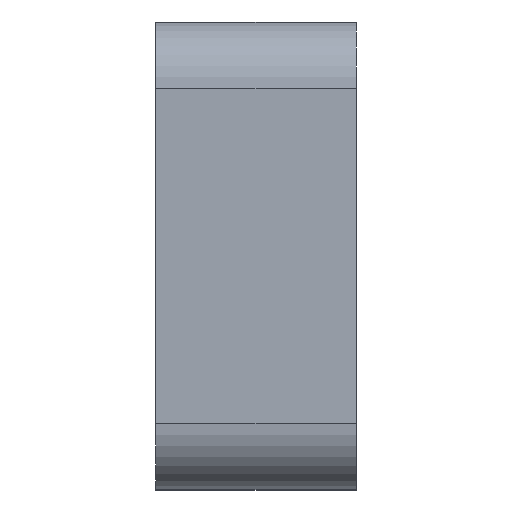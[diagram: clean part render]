
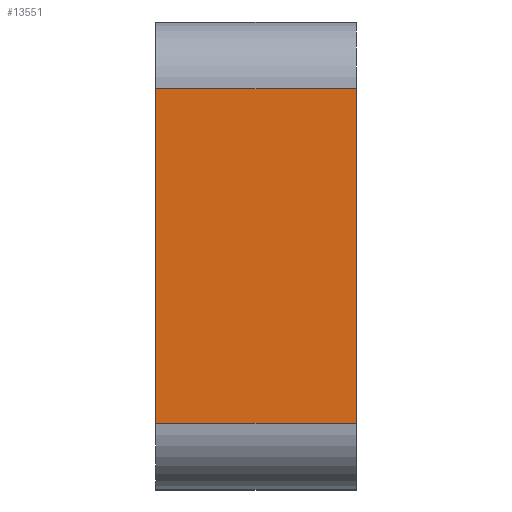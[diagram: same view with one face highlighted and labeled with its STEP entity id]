
A CAD part, left-side view. The second image highlights one B-rep face of the part: STEP entity #13551.
In plain terms, the highlighted planar face has unit normal (-1, 0, 0).
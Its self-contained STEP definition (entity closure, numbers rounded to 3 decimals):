
#231 = LINE ( 'NONE', #5296, #4067 ) ;
#965 = DIRECTION ( 'NONE',  ( 0., 0., 1. ) ) ;
#1352 = DIRECTION ( 'NONE',  ( 0., 1., 0. ) ) ;
#1781 = DIRECTION ( 'NONE',  ( 0., -1., 0. ) ) ;
#1926 = ORIENTED_EDGE ( 'NONE', *, *, #10830, .T. ) ;
#2100 = AXIS2_PLACEMENT_3D ( 'NONE', #10476, #11703, #3868 ) ;
#3262 = ORIENTED_EDGE ( 'NONE', *, *, #4108, .T. ) ;
#3664 = EDGE_CURVE ( 'NONE', #15027, #14635, #231, .T. ) ;
#3868 = DIRECTION ( 'NONE',  ( 0., 0., -1. ) ) ;
#4067 = VECTOR ( 'NONE', #1352, 1000. ) ;
#4108 = EDGE_CURVE ( 'NONE', #16313, #10005, #11733, .T. ) ;
#5200 = EDGE_LOOP ( 'NONE', ( #8924, #3262, #1926, #5484 ) ) ;
#5296 = CARTESIAN_POINT ( 'NONE',  ( -19.5, 3., 2.5 ) ) ;
#5484 = ORIENTED_EDGE ( 'NONE', *, *, #3664, .T. ) ;
#5593 = VECTOR ( 'NONE', #9420, 1000. ) ;
#6018 = VECTOR ( 'NONE', #965, 1000. ) ;
#7879 = PLANE ( 'NONE',  #2100 ) ;
#8924 = ORIENTED_EDGE ( 'NONE', *, *, #11058, .F. ) ;
#9420 = DIRECTION ( 'NONE',  ( 0., 0., 1. ) ) ;
#9445 = LINE ( 'NONE', #10230, #6018 ) ;
#9695 = CARTESIAN_POINT ( 'NONE',  ( -19.5, 3., -2.5 ) ) ;
#10005 = VERTEX_POINT ( 'NONE', #15653 ) ;
#10230 = CARTESIAN_POINT ( 'NONE',  ( -19.5, 0., -3.5 ) ) ;
#10476 = CARTESIAN_POINT ( 'NONE',  ( -19.5, 3., -3.5 ) ) ;
#10655 = CARTESIAN_POINT ( 'NONE',  ( -19.5, 3., -3.5 ) ) ;
#10830 = EDGE_CURVE ( 'NONE', #10005, #15027, #9445, .T. ) ;
#11058 = EDGE_CURVE ( 'NONE', #16313, #14635, #12879, .T. ) ;
#11382 = CARTESIAN_POINT ( 'NONE',  ( -19.5, 3., -2.5 ) ) ;
#11703 = DIRECTION ( 'NONE',  ( 1., 0., 0. ) ) ;
#11733 = LINE ( 'NONE', #9695, #14769 ) ;
#12649 = FACE_OUTER_BOUND ( 'NONE', #5200, .T. ) ;
#12879 = LINE ( 'NONE', #10655, #5593 ) ;
#13313 = CARTESIAN_POINT ( 'NONE',  ( -19.5, 0., 2.5 ) ) ;
#13551 = ADVANCED_FACE ( 'NONE', ( #12649 ), #7879, .F. ) ;
#13625 = CARTESIAN_POINT ( 'NONE',  ( -19.5, 3., 2.5 ) ) ;
#14635 = VERTEX_POINT ( 'NONE', #13625 ) ;
#14769 = VECTOR ( 'NONE', #1781, 1000. ) ;
#15027 = VERTEX_POINT ( 'NONE', #13313 ) ;
#15653 = CARTESIAN_POINT ( 'NONE',  ( -19.5, 0., -2.5 ) ) ;
#16313 = VERTEX_POINT ( 'NONE', #11382 ) ;
